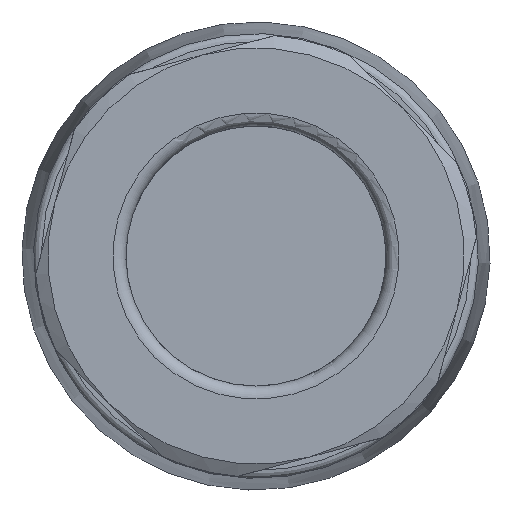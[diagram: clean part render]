
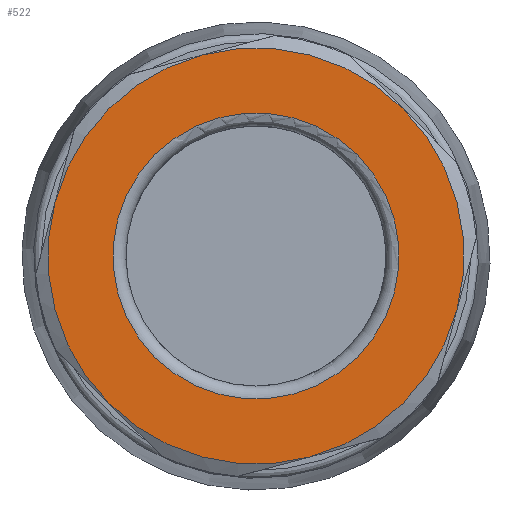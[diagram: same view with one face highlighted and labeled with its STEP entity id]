
A CAD part, front view. The second image highlights one B-rep face of the part: STEP entity #522.
In plain terms, the highlighted planar face has unit normal (0, -1, 0).
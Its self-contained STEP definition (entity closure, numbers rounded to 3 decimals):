
#522=ADVANCED_FACE('',(#770,#771),#606,.T.);
#606=PLANE('',#2598);
#698=CIRCLE('',#2577,8.);
#699=CIRCLE('',#2579,8.);
#701=CIRCLE('',#2583,8.);
#703=CIRCLE('',#2587,8.);
#705=CIRCLE('',#2591,8.);
#707=CIRCLE('',#2595,8.);
#708=CIRCLE('',#2597,5.5);
#770=FACE_BOUND('',#924,.T.);
#771=FACE_BOUND('',#925,.T.);
#924=EDGE_LOOP('',(#1492));
#925=EDGE_LOOP('',(#1493,#1494,#1495,#1496,#1497,#1498));
#1492=ORIENTED_EDGE('',*,*,#2070,.T.);
#1493=ORIENTED_EDGE('',*,*,#2041,.T.);
#1494=ORIENTED_EDGE('',*,*,#2043,.T.);
#1495=ORIENTED_EDGE('',*,*,#2051,.T.);
#1496=ORIENTED_EDGE('',*,*,#2055,.T.);
#1497=ORIENTED_EDGE('',*,*,#2061,.T.);
#1498=ORIENTED_EDGE('',*,*,#2067,.T.);
#1752=VERTEX_POINT('',#4576);
#1753=VERTEX_POINT('',#4578);
#1754=VERTEX_POINT('',#4585);
#1757=VERTEX_POINT('',#4609);
#1760=VERTEX_POINT('',#4619);
#1763=VERTEX_POINT('',#4636);
#1766=VERTEX_POINT('',#4663);
#2041=EDGE_CURVE('',#1753,#1752,#698,.T.);
#2043=EDGE_CURVE('',#1752,#1754,#699,.T.);
#2051=EDGE_CURVE('',#1754,#1757,#701,.T.);
#2055=EDGE_CURVE('',#1757,#1760,#703,.T.);
#2061=EDGE_CURVE('',#1760,#1763,#705,.T.);
#2067=EDGE_CURVE('',#1763,#1753,#707,.T.);
#2070=EDGE_CURVE('',#1766,#1766,#708,.T.);
#2577=AXIS2_PLACEMENT_3D('',#4577,#3130,#3131);
#2579=AXIS2_PLACEMENT_3D('',#4584,#3134,#3135);
#2583=AXIS2_PLACEMENT_3D('',#4610,#3144,#3145);
#2587=AXIS2_PLACEMENT_3D('',#4618,#3154,#3155);
#2591=AXIS2_PLACEMENT_3D('',#4635,#3164,#3165);
#2595=AXIS2_PLACEMENT_3D('',#4652,#3174,#3175);
#2597=AXIS2_PLACEMENT_3D('',#4662,#3178,#3179);
#2598=AXIS2_PLACEMENT_3D('',#4664,#3180,#3181);
#3130=DIRECTION('',(0.,-1.,0.));
#3131=DIRECTION('',(0.707,0.,-0.707));
#3134=DIRECTION('',(0.,-1.,0.));
#3135=DIRECTION('',(0.707,0.,-0.707));
#3144=DIRECTION('',(0.,-1.,0.));
#3145=DIRECTION('',(0.707,0.,-0.707));
#3154=DIRECTION('',(0.,-1.,0.));
#3155=DIRECTION('',(0.707,0.,-0.707));
#3164=DIRECTION('',(0.,-1.,0.));
#3165=DIRECTION('',(0.707,0.,-0.707));
#3174=DIRECTION('',(0.,-1.,0.));
#3175=DIRECTION('',(0.707,0.,-0.707));
#3178=DIRECTION('',(0.,1.,0.));
#3179=DIRECTION('',(0.707,0.,-0.707));
#3180=DIRECTION('',(0.,-1.,0.));
#3181=DIRECTION('',(0.707,0.,-0.707));
#4576=CARTESIAN_POINT('',(27.641,-76.,5.657));
#4577=CARTESIAN_POINT('',(21.985,-76.,0.));
#4578=CARTESIAN_POINT('',(29.712,-76.,-2.071));
#4584=CARTESIAN_POINT('',(21.985,-76.,0.));
#4585=CARTESIAN_POINT('',(19.914,-76.,7.727));
#4609=CARTESIAN_POINT('',(14.257,-76.,2.071));
#4610=CARTESIAN_POINT('',(21.985,-76.,0.));
#4618=CARTESIAN_POINT('',(21.985,-76.,0.));
#4619=CARTESIAN_POINT('',(16.328,-76.,-5.657));
#4635=CARTESIAN_POINT('',(21.985,-76.,0.));
#4636=CARTESIAN_POINT('',(24.055,-76.,-7.727));
#4652=CARTESIAN_POINT('',(21.985,-76.,0.));
#4662=CARTESIAN_POINT('',(21.985,-76.,0.));
#4663=CARTESIAN_POINT('',(25.874,-76.,-3.889));
#4664=CARTESIAN_POINT('',(15.974,-76.,6.01));
